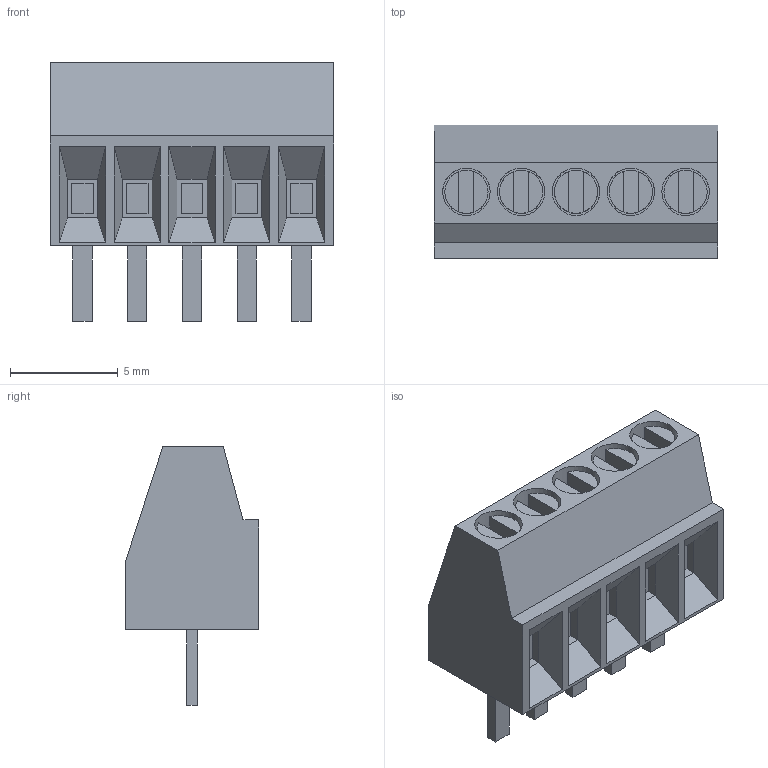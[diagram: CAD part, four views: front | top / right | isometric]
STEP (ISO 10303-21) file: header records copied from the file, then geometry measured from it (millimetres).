
FILE_DESCRIPTION(/* description */ ('model of TerminalBlock_Phoenix_MPT-0,5-5-2.54_1x05_P2.54mm_Horizontal'),/* implementation_level */ '2;1');
FILE_NAME(/* name */ 'TerminalBlock_Phoenix_MPT-0,5-5-2.54_1x05_P2.54mm_Horizontal.step',/* time_stamp */ '2020-05-14T18:30:48',/* author */ ('kicad StepUp','ksu'),/* organization */ ('FreeCAD'),/* preprocessor_version */ 'OCC',/* originating_system */ 'kicad StepUp',/* authorisation */ '');
FILE_SCHEMA(('AUTOMOTIVE_DESIGN { 1 0 10303 214 1 1 1 1 }'));
Length unit declared in the file: millimetre
Products named in the file (1): TerminalBlock_Phoenix_MPT_05_5_254_1x05_P254mm_Horizontal
Bounding box: 13.16 x 6.2 x 12 mm (x, y, z)
Volume: 492.2 mm3; surface area: 1043.6 mm2
Topology: 1 solids, 1 shells, 179 faces, 431 edges, 274 vertices
Faces by surface type: plane 149, bspline 20, cylinder 10
Full cylindrical faces by diameter (mm): 2 x5, 2.2 x5
Entity records: 11899 total; most frequent: CARTESIAN_POINT 2037, DIRECTION 1538, LINE 993, VECTOR 993, ORIENTED_EDGE 862, PCURVE 862, DEFINITIONAL_REPRESENTATION 862, EDGE_CURVE 431
